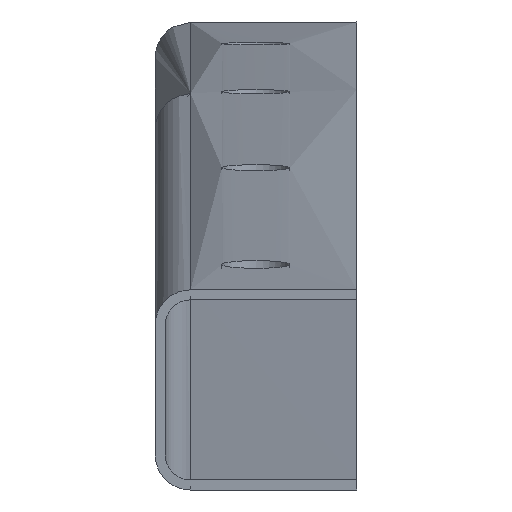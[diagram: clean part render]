
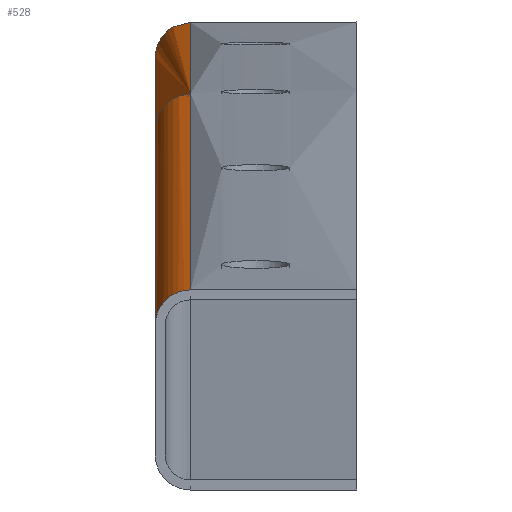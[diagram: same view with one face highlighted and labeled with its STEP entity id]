
A CAD part, left-side view. The second image highlights one B-rep face of the part: STEP entity #528.
In plain terms, the highlighted toroidal (fillet/blend) face has major radius 7642 mm and minor radius 7 mm.
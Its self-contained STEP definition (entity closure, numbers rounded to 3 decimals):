
#37=TOROIDAL_SURFACE('',#602,7642.,7.);
#47=B_SPLINE_CURVE_WITH_KNOTS('',3,(#1083,#1084,#1085,#1086,#1087,#1088,
#1089,#1090,#1091,#1092,#1093,#1094,#1095,#1096,#1097,#1098,#1099,#1100),
 .UNSPECIFIED.,.F.,.F.,(4,2,2,2,2,2,2,2,4),(0.,0.315,
0.631,0.861,1.091,1.243,1.395,
1.503,1.599),.UNSPECIFIED.);
#94=FACE_OUTER_BOUND('',#140,.T.);
#140=EDGE_LOOP('',(#459,#460,#461,#462));
#153=CIRCLE('',#562,7.);
#160=CIRCLE('',#577,7649.);
#173=CIRCLE('',#596,7642.);
#236=VERTEX_POINT('',#766);
#237=VERTEX_POINT('',#768);
#251=VERTEX_POINT('',#1080);
#252=VERTEX_POINT('',#1082);
#288=EDGE_CURVE('',#237,#236,#153,.T.);
#309=EDGE_CURVE('',#252,#251,#47,.T.);
#314=EDGE_CURVE('',#236,#252,#160,.T.);
#340=EDGE_CURVE('',#237,#251,#173,.T.);
#459=ORIENTED_EDGE('',*,*,#309,.T.);
#460=ORIENTED_EDGE('',*,*,#340,.F.);
#461=ORIENTED_EDGE('',*,*,#288,.T.);
#462=ORIENTED_EDGE('',*,*,#314,.T.);
#528=ADVANCED_FACE('',(#94),#37,.T.);
#562=AXIS2_PLACEMENT_3D('',#769,#628,#629);
#577=AXIS2_PLACEMENT_3D('',#1328,#665,#666);
#596=AXIS2_PLACEMENT_3D('',#1647,#704,#705);
#602=AXIS2_PLACEMENT_3D('',#1658,#716,#717);
#628=DIRECTION('center_axis',(0.993,0.,0.118));
#629=DIRECTION('ref_axis',(0.,1.,0.));
#665=DIRECTION('center_axis',(0.,1.,0.));
#666=DIRECTION('ref_axis',(-0.118,0.,0.993));
#704=DIRECTION('center_axis',(0.,1.,0.));
#705=DIRECTION('ref_axis',(-0.118,0.,0.993));
#716=DIRECTION('center_axis',(0.,1.,0.));
#717=DIRECTION('ref_axis',(0.118,0.,-0.993));
#766=CARTESIAN_POINT('',(-1798.182,13.,19.861));
#768=CARTESIAN_POINT('',(-1797.358,20.,12.91));
#769=CARTESIAN_POINT('Origin',(-1797.358,13.,12.91));
#1080=CARTESIAN_POINT('',(-67.307,20.,20.752));
#1082=CARTESIAN_POINT('',(-54.432,13.,26.376));
#1083=CARTESIAN_POINT('Ctrl Pts',(-54.432,13.,26.376));
#1084=CARTESIAN_POINT('Ctrl Pts',(-55.337,13.526,26.477));
#1085=CARTESIAN_POINT('Ctrl Pts',(-56.337,14.102,26.525));
#1086=CARTESIAN_POINT('Ctrl Pts',(-58.337,15.245,26.463));
#1087=CARTESIAN_POINT('Ctrl Pts',(-59.337,15.811,26.352));
#1088=CARTESIAN_POINT('Ctrl Pts',(-60.902,16.687,26.05));
#1089=CARTESIAN_POINT('Ctrl Pts',(-61.621,17.087,25.868));
#1090=CARTESIAN_POINT('Ctrl Pts',(-63.027,17.86,25.376));
#1091=CARTESIAN_POINT('Ctrl Pts',(-63.713,18.232,25.066));
#1092=CARTESIAN_POINT('Ctrl Pts',(-64.71,18.764,24.479));
#1093=CARTESIAN_POINT('Ctrl Pts',(-65.131,18.986,24.19));
#1094=CARTESIAN_POINT('Ctrl Pts',(-65.907,19.385,23.516));
#1095=CARTESIAN_POINT('Ctrl Pts',(-66.261,19.562,23.131));
#1096=CARTESIAN_POINT('Ctrl Pts',(-66.736,19.787,22.442));
#1097=CARTESIAN_POINT('Ctrl Pts',(-66.937,19.877,22.07));
#1098=CARTESIAN_POINT('Ctrl Pts',(-67.177,19.972,21.441));
#1099=CARTESIAN_POINT('Ctrl Pts',(-67.27,20.,21.07));
#1100=CARTESIAN_POINT('Ctrl Pts',(-67.307,20.,20.752));
#1328=CARTESIAN_POINT('Origin',(-897.914,13.,-7575.975));
#1647=CARTESIAN_POINT('Origin',(-897.914,20.,-7575.975));
#1658=CARTESIAN_POINT('Origin',(-897.914,13.,-7575.975));
